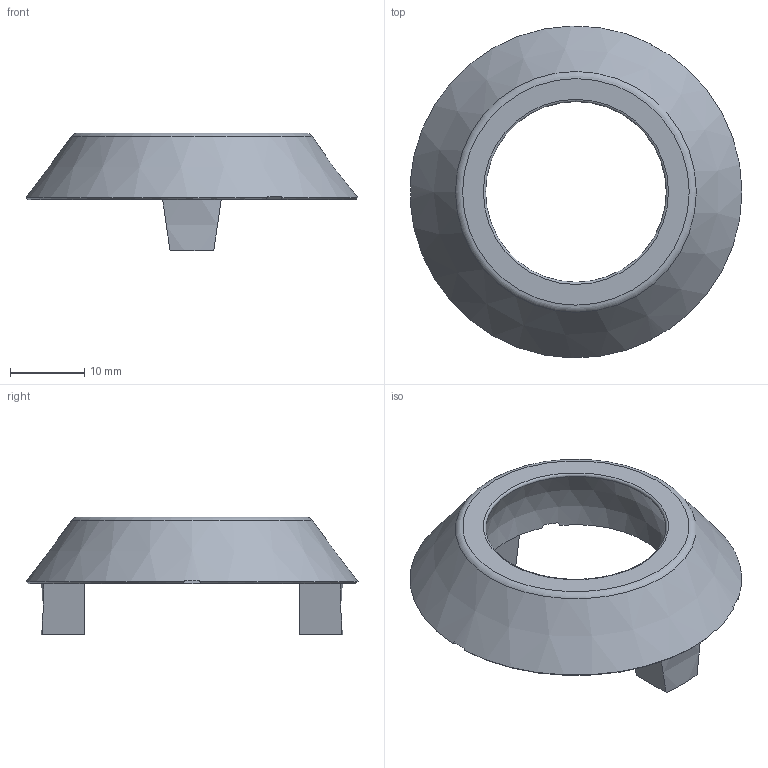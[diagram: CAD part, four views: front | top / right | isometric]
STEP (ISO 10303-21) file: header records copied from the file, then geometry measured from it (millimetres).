
FILE_DESCRIPTION(('FreeCAD Model'),'2;1');
FILE_NAME('Open CASCADE Shape Model','2025-08-25T11:11:52',(''),(''), 'Open CASCADE STEP processor 7.8','FreeCAD','Unknown');
FILE_SCHEMA(('AUTOMOTIVE_DESIGN { 1 0 10303 214 1 1 1 1 }'));
Length unit declared in the file: millimetre
Products named in the file (1): 5mm Cap
Bounding box: 44.81 x 44.82 x 15.93 mm (x, y, z)
Volume: 6180 mm3; surface area: 3843.6 mm2
Topology: 1 solids, 1 shells, 41 faces, 114 edges, 76 vertices
Faces by surface type: plane 23, cone 7, cylinder 4, revolution 4, torus 2, sphere 1
Full cylindrical faces by diameter (mm): 3.2 x2
Entity records: 1398 total; most frequent: DIRECTION 270, CARTESIAN_POINT 236, ORIENTED_EDGE 228, EDGE_CURVE 114, AXIS2_PLACEMENT_3D 110, VERTEX_POINT 76, CIRCLE 56, LINE 46
